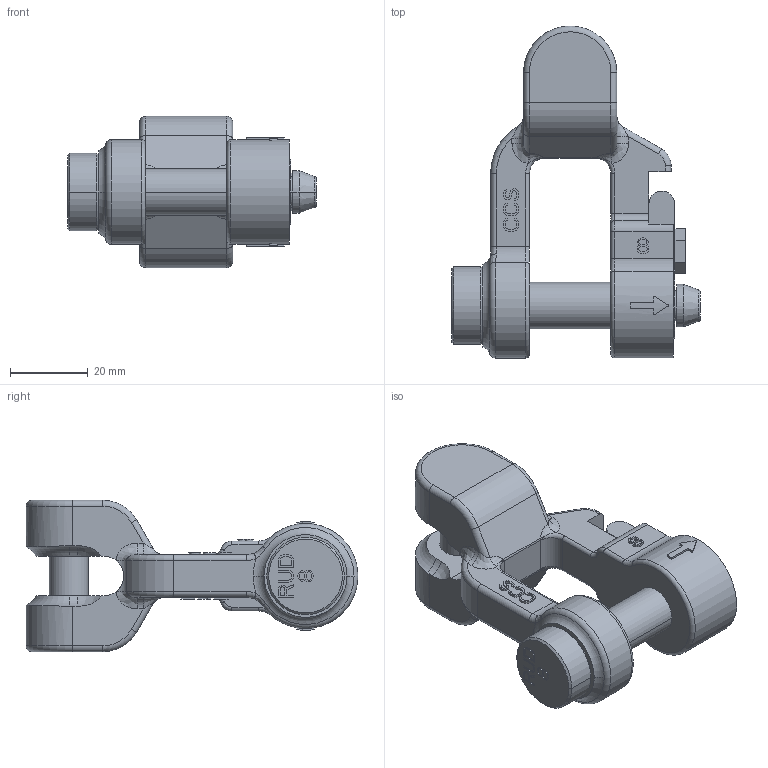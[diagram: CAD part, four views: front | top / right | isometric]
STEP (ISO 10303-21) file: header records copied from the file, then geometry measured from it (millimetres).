
FILE_DESCRIPTION((''),'2;1');
FILE_NAME('001-M36255-P-01_ASM','2024-09-24T13:47:26',('Tristan.Roth'),(''),'CREO PARAMETRIC BY PTC INC, 2022162','CREO PARAMETRIC BY PTC INC, 2022162','');
FILE_SCHEMA(('AP242_MANAGED_MODEL_BASED_3D_ENGINEERING_MIM_LF { 1 0 10303 442 1 1 4 }'));
Length unit declared in the file: millimetre
Products named in the file (3): 001-M36166-P-1; 001-M36166-P-2; 001-M36255-P-01_ASM
Assembly tree (2 placements, depth 2):
  001-M36255-P-01_ASM
    001-M36166-P-1
    001-M36166-P-2
Bounding box: 64 x 85.5 x 39 mm (x, y, z)
Volume: 50431.3 mm3; surface area: 18244.9 mm2
Topology: 2 solids, 2 shells, 839 faces, 2309 edges, 1512 vertices
Faces by surface type: plane 674, cylinder 96, torus 33, bspline 30, cone 6
Entity records: 28130 total; most frequent: CARTESIAN_POINT 6718, ORIENTED_EDGE 4618, DIRECTION 4077, EDGE_CURVE 2309, VECTOR 1969, LINE 1969, VERTEX_POINT 1512, AXIS2_PLACEMENT_3D 1054
